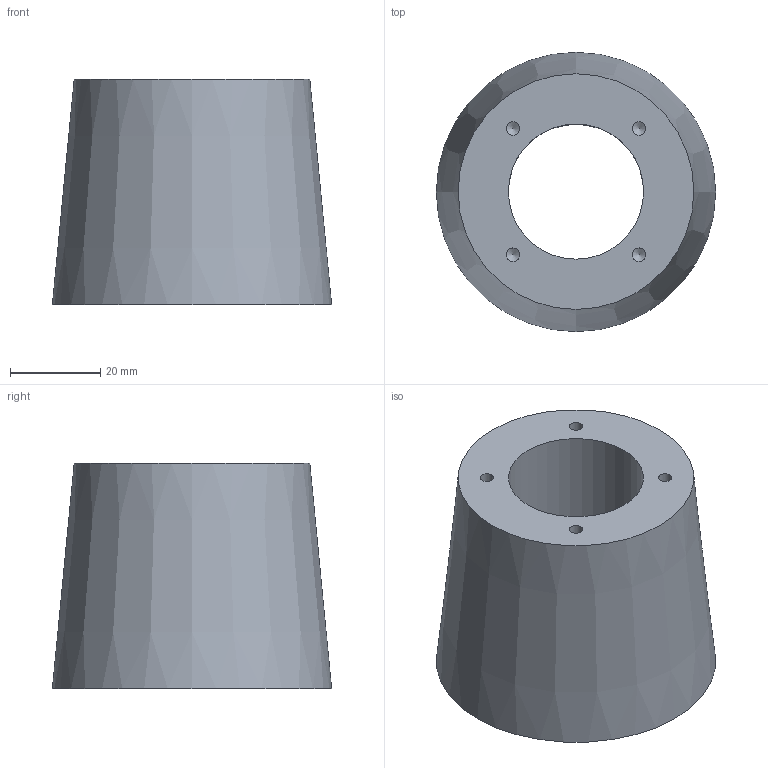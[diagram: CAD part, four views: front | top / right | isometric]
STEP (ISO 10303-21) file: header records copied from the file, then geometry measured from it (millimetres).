
FILE_DESCRIPTION(/* description */ ('','CAx-IF Rec.Pracs.---Representation and Presentation of Product Manufacturing Information (PMI)---4.0---2014-10-13'),/* implementation_level */ '2;1');
FILE_NAME(/* name */ '',/* time_stamp */ '2025-03-21T14:27:08+08:00',/* author */ (''),/* organization */ (''),/* preprocessor_version */ 'ST-DEVELOPER v20',/* originating_system */ 'Autodesk Translation Framework v13.20.0.188',/* authorisation */ '');
FILE_SCHEMA (('AP242_MANAGED_MODEL_BASED_3D_ENGINEERING_MIM_LF { 1 0 10303 442 1 1 4 }'));
Length unit declared in the file: millimetre
Products named in the file (1): 雷达固定座
Bounding box: 62 x 62 x 50 mm (x, y, z)
Volume: 91546.1 mm3; surface area: 19048.2 mm2
Topology: 1 solids, 1 shells, 28 faces, 50 edges, 32 vertices
Faces by surface type: cylinder 13, plane 10, cone 5
Full cylindrical faces by diameter (mm): 3 x4, 4.7 x8, 30 x1
Entity records: 707 total; most frequent: DIRECTION 132, CARTESIAN_POINT 107, ORIENTED_EDGE 92, AXIS2_PLACEMENT_3D 57, EDGE_CURVE 46, EDGE_LOOP 42, VERTEX_POINT 32, FACE_OUTER_BOUND 28
